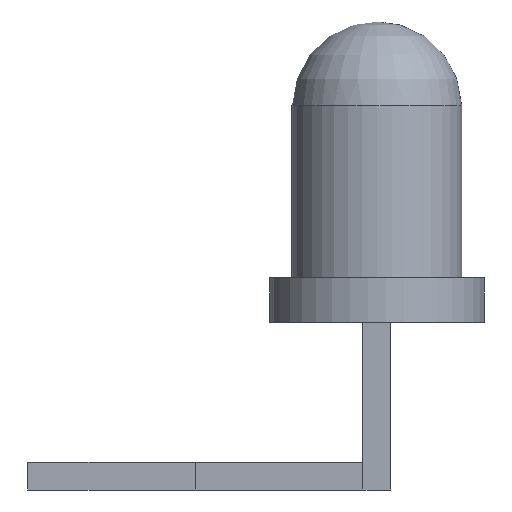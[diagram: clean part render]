
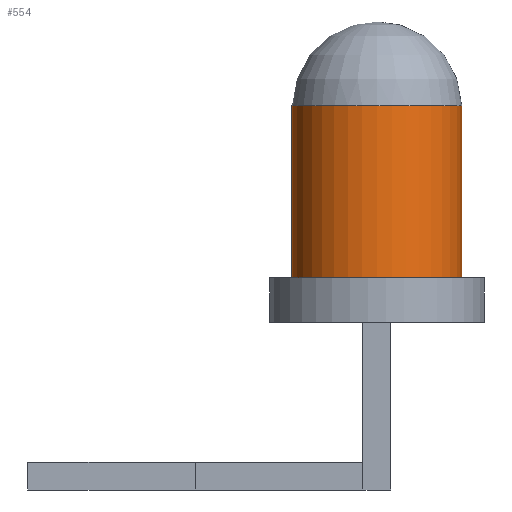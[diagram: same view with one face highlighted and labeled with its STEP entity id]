
A CAD part, left-side view. The second image highlights one B-rep face of the part: STEP entity #554.
In plain terms, the highlighted cylindrical face has radius 1.52 mm (diameter 3.04 mm), a full revolution.
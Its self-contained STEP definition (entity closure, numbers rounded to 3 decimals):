
#554=ADVANCED_FACE('',(#879,#881),#883,.T.);
#879=FACE_OUTER_BOUND('',#880,.T.);
#880=EDGE_LOOP('',(#1106));
#881=FACE_OUTER_BOUND('',#882,.T.);
#882=EDGE_LOOP('',(#1107));
#883=CYLINDRICAL_SURFACE('',#884,1.52);
#884=AXIS2_PLACEMENT_3D('',#885,#886,#887);
#885=CARTESIAN_POINT('',(0.,0.,0.8));
#886=DIRECTION('',(0.,0.,-1.));
#887=DIRECTION('',(1.,0.,0.));
#1106=ORIENTED_EDGE('',*,*,#1231,.F.);
#1107=ORIENTED_EDGE('',*,*,#1222,.T.);
#1222=EDGE_CURVE('',#1313,#1313,#1337,.T.);
#1231=EDGE_CURVE('',#1350,#1350,#1351,.T.);
#1313=VERTEX_POINT('',#1530);
#1337=CIRCLE('',#1595,1.52);
#1350=VERTEX_POINT('',#1627);
#1351=CIRCLE('',#1628,1.52);
#1530=CARTESIAN_POINT('',(1.52,0.,0.8));
#1595=AXIS2_PLACEMENT_3D('',#1596,#1597,#1598);
#1596=CARTESIAN_POINT('',(0.,0.,0.8));
#1597=DIRECTION('',(0.,0.,1.));
#1598=DIRECTION('',(1.,0.,0.));
#1627=CARTESIAN_POINT('',(1.52,0.,3.88));
#1628=AXIS2_PLACEMENT_3D('',#1629,#1630,#1631);
#1629=CARTESIAN_POINT('',(0.,0.,3.88));
#1630=DIRECTION('',(0.,0.,1.));
#1631=DIRECTION('',(1.,0.,0.));
